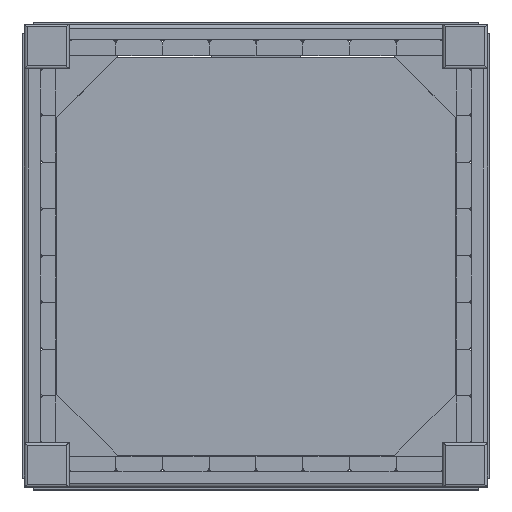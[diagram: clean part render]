
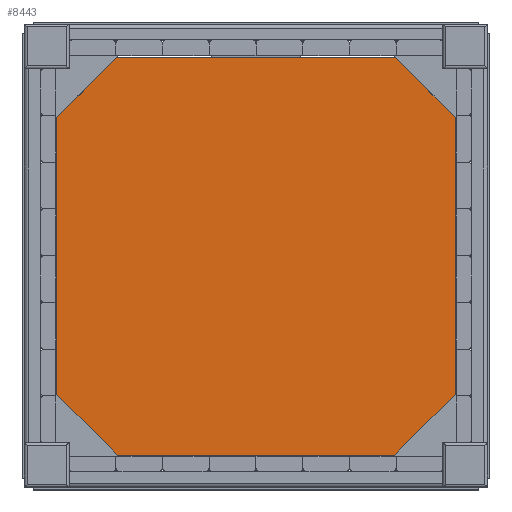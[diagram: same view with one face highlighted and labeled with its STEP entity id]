
A CAD part, top view. The second image highlights one B-rep face of the part: STEP entity #8443.
In plain terms, the highlighted planar face has unit normal (0, 0, 1).
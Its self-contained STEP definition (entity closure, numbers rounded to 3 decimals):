
#532=PLANE('',#9206);
#1030=FACE_OUTER_BOUND('',#1528,.T.);
#1528=EDGE_LOOP('',(#6950,#6951,#6952,#6953,#6954,#6955,#6956,#6957,#6958,
#6959,#6960,#6961));
#2332=LINE('',#13376,#3232);
#2333=LINE('',#13378,#3233);
#2334=LINE('',#13380,#3234);
#2335=LINE('',#13382,#3235);
#2336=LINE('',#13384,#3236);
#2337=LINE('',#13386,#3237);
#2338=LINE('',#13388,#3238);
#2339=LINE('',#13390,#3239);
#2340=LINE('',#13392,#3240);
#2341=LINE('',#13394,#3241);
#2342=LINE('',#13396,#3242);
#2343=LINE('',#13397,#3243);
#3232=VECTOR('',#11126,10.);
#3233=VECTOR('',#11127,10.);
#3234=VECTOR('',#11128,10.);
#3235=VECTOR('',#11129,10.);
#3236=VECTOR('',#11130,10.);
#3237=VECTOR('',#11131,10.);
#3238=VECTOR('',#11132,10.);
#3239=VECTOR('',#11133,10.);
#3240=VECTOR('',#11134,10.);
#3241=VECTOR('',#11135,10.);
#3242=VECTOR('',#11136,10.);
#3243=VECTOR('',#11137,10.);
#4018=VERTEX_POINT('',#13374);
#4019=VERTEX_POINT('',#13375);
#4020=VERTEX_POINT('',#13377);
#4021=VERTEX_POINT('',#13379);
#4022=VERTEX_POINT('',#13381);
#4023=VERTEX_POINT('',#13383);
#4024=VERTEX_POINT('',#13385);
#4025=VERTEX_POINT('',#13387);
#4026=VERTEX_POINT('',#13389);
#4027=VERTEX_POINT('',#13391);
#4028=VERTEX_POINT('',#13393);
#4029=VERTEX_POINT('',#13395);
#5020=EDGE_CURVE('',#4018,#4019,#2332,.T.);
#5021=EDGE_CURVE('',#4019,#4020,#2333,.T.);
#5022=EDGE_CURVE('',#4020,#4021,#2334,.T.);
#5023=EDGE_CURVE('',#4021,#4022,#2335,.T.);
#5024=EDGE_CURVE('',#4022,#4023,#2336,.T.);
#5025=EDGE_CURVE('',#4023,#4024,#2337,.T.);
#5026=EDGE_CURVE('',#4024,#4025,#2338,.T.);
#5027=EDGE_CURVE('',#4025,#4026,#2339,.T.);
#5028=EDGE_CURVE('',#4026,#4027,#2340,.T.);
#5029=EDGE_CURVE('',#4027,#4028,#2341,.T.);
#5030=EDGE_CURVE('',#4028,#4029,#2342,.T.);
#5031=EDGE_CURVE('',#4029,#4018,#2343,.T.);
#6950=ORIENTED_EDGE('',*,*,#5020,.T.);
#6951=ORIENTED_EDGE('',*,*,#5021,.T.);
#6952=ORIENTED_EDGE('',*,*,#5022,.T.);
#6953=ORIENTED_EDGE('',*,*,#5023,.T.);
#6954=ORIENTED_EDGE('',*,*,#5024,.T.);
#6955=ORIENTED_EDGE('',*,*,#5025,.T.);
#6956=ORIENTED_EDGE('',*,*,#5026,.T.);
#6957=ORIENTED_EDGE('',*,*,#5027,.T.);
#6958=ORIENTED_EDGE('',*,*,#5028,.T.);
#6959=ORIENTED_EDGE('',*,*,#5029,.T.);
#6960=ORIENTED_EDGE('',*,*,#5030,.T.);
#6961=ORIENTED_EDGE('',*,*,#5031,.T.);
#8443=ADVANCED_FACE('',(#1030),#532,.T.);
#9206=AXIS2_PLACEMENT_3D('',#13373,#11124,#11125);
#11124=DIRECTION('center_axis',(0.,0.,
1.));
#11125=DIRECTION('ref_axis',(1.,0.,0.));
#11126=DIRECTION('',(0.,1.,0.));
#11127=DIRECTION('',(-1.,0.,0.));
#11128=DIRECTION('',(0.,-1.,0.));
#11129=DIRECTION('',(-1.,0.,0.));
#11130=DIRECTION('',(0.,-1.,0.));
#11131=DIRECTION('',(1.,0.,0.));
#11132=DIRECTION('',(0.,-1.,0.));
#11133=DIRECTION('',(1.,0.,0.));
#11134=DIRECTION('',(0.,1.,0.));
#11135=DIRECTION('',(1.,0.,0.));
#11136=DIRECTION('',(0.,1.,0.));
#11137=DIRECTION('',(-1.,0.,0.));
#13373=CARTESIAN_POINT('Origin',(0.,0.,
-265.));
#13374=CARTESIAN_POINT('',(417.5,417.5,-265.));
#13375=CARTESIAN_POINT('',(417.5,447.5,-265.));
#13376=CARTESIAN_POINT('',(417.5,208.75,-265.));
#13377=CARTESIAN_POINT('',(-417.5,447.5,-265.));
#13378=CARTESIAN_POINT('',(447.5,447.5,-265.));
#13379=CARTESIAN_POINT('',(-417.5,417.5,-265.));
#13380=CARTESIAN_POINT('',(-417.5,223.75,-265.));
#13381=CARTESIAN_POINT('',(-447.5,417.5,-265.));
#13382=CARTESIAN_POINT('',(-208.75,417.5,-265.));
#13383=CARTESIAN_POINT('',(-447.5,-417.5,-265.));
#13384=CARTESIAN_POINT('',(-447.5,447.5,-265.));
#13385=CARTESIAN_POINT('',(-417.5,-417.5,-265.));
#13386=CARTESIAN_POINT('',(-223.75,-417.5,-265.));
#13387=CARTESIAN_POINT('',(-417.5,-447.5,-265.));
#13388=CARTESIAN_POINT('',(-417.5,-208.75,-265.));
#13389=CARTESIAN_POINT('',(417.5,-447.5,-265.));
#13390=CARTESIAN_POINT('',(-447.5,-447.5,-265.));
#13391=CARTESIAN_POINT('',(417.5,-417.5,-265.));
#13392=CARTESIAN_POINT('',(417.5,-223.75,-265.));
#13393=CARTESIAN_POINT('',(447.5,-417.5,-265.));
#13394=CARTESIAN_POINT('',(208.75,-417.5,-265.));
#13395=CARTESIAN_POINT('',(447.5,417.5,-265.));
#13396=CARTESIAN_POINT('',(447.5,-447.5,-265.));
#13397=CARTESIAN_POINT('',(223.75,417.5,-265.));
